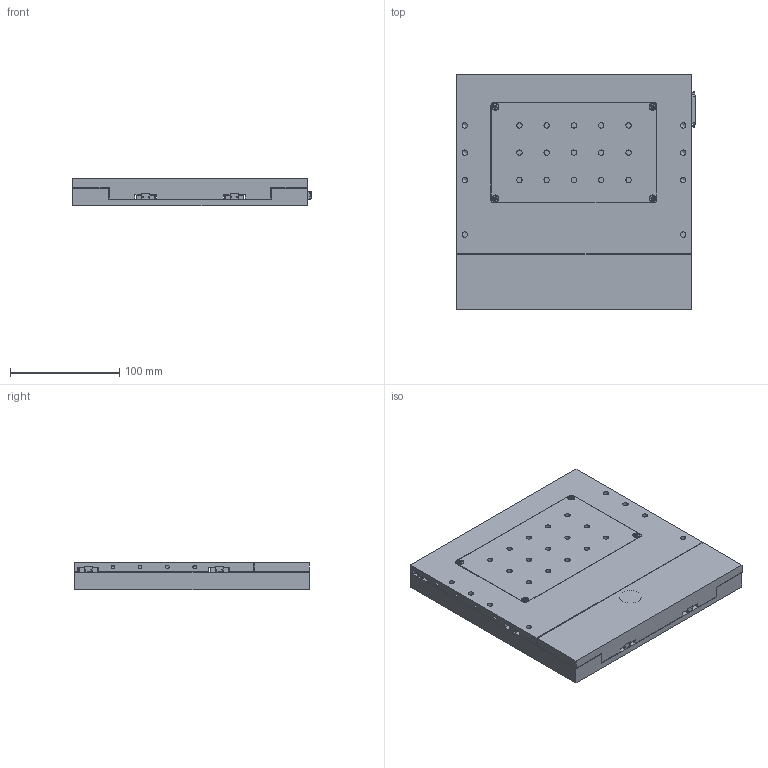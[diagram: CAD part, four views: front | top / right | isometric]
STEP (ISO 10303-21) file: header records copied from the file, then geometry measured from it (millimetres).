
FILE_DESCRIPTION(/* description */ ('XY-Stage 100x100 Piezo 16-04-2024 Kunde'),/* implementation_level */ '2;1');
FILE_NAME(/* name */ 'WSB2305-00-000 XY-Stage 100x100 Piezo 16-04-2024 Xeryon.stp',/* time_stamp */ '2024-04-16T10:46:19+02:00',/* author */ ('Lippold'),/* organization */ (''),/* preprocessor_version */ 'ST-DEVELOPER v18.1',/* originating_system */ 'Autodesk Inventor 2022',/* authorisation */ '');
FILE_SCHEMA (('AUTOMOTIVE_DESIGN { 1 0 10303 214 3 1 1 }'));
Products named in the file (6): WSB2305-00-000; WSB2305-00-000 Unten 15-04-2024; WSB2305-00-000 Mitte 19-12-2023; WSB2305-00-000 Oben 11-03-2024; WSB2305-00-000 Einsatz Oben 11-03-2024; WSB2305-00-000 Einsatz Unten 19-12-2023
Assembly tree (5 placements, depth 2):
  WSB2305-00-000
    WSB2305-00-000 Unten 15-04-2024
    WSB2305-00-000 Mitte 19-12-2023
    WSB2305-00-000 Oben 11-03-2024
    WSB2305-00-000 Einsatz Oben 11-03-2024
    WSB2305-00-000 Einsatz Unten 19-12-2023
Bounding box: 218.73 x 215 x 25.1 mm (x, y, z)
Volume: 958932.4 mm3; surface area: 335666.6 mm2
Topology: 9 solids, 21 shells, 4030 faces, 10721 edges, 7032 vertices
Faces by surface type: plane 2071, cylinder 1104, cone 634, torus 221
Full cylindrical faces by diameter (mm): 1.385 x15, 1.567 x3, 1.8 x26, 2 x32, 2.013 x4, 2.224 x1, 2.459 x8, 2.5 x3, 2.693 x8, 2.7 x1, 2.9 x3, 3 x34, 3.242 x16, 3.4 x8, 4.2 x56, 4.4 x32, 4.7 x6, 4.917 x23, 5.5 x8, 6.6 x4, 11.2 x4, 20 x2
Entity records: 131964 total; most frequent: CARTESIAN_POINT 30868, ORIENTED_EDGE 21338, DIRECTION 20972, EDGE_CURVE 10669, AXIS2_PLACEMENT_3D 7633, VERTEX_POINT 7032, LINE 5706, VECTOR 5706
